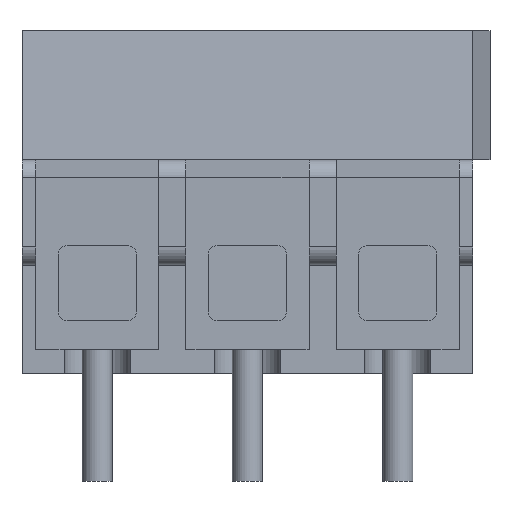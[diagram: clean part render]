
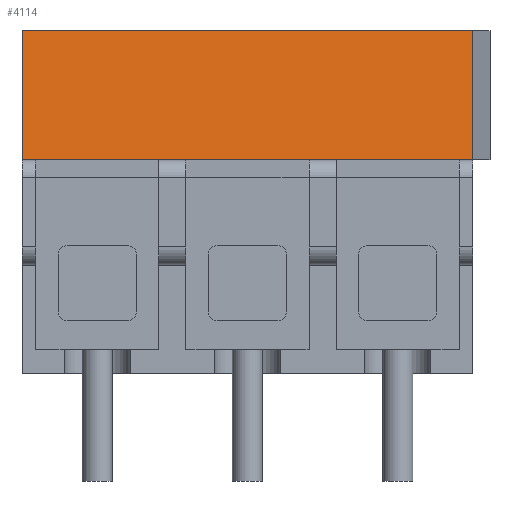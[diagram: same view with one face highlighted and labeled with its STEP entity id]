
A CAD part, front view. The second image highlights one B-rep face of the part: STEP entity #4114.
In plain terms, the highlighted planar face has unit normal (0, -0.993, 0.122).
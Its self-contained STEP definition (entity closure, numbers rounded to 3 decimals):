
#376 = PLANE('',#377);
#377 = AXIS2_PLACEMENT_3D('',#378,#379,#380);
#378 = CARTESIAN_POINT('',(5.,-3.907,7.1));
#379 = DIRECTION('',(0.,0.,1.));
#380 = DIRECTION('',(0.,1.,0.));
#1066 = VERTEX_POINT('',#1067);
#1067 = CARTESIAN_POINT('',(12.5,-3.506,7.1));
#1081 = PLANE('',#1082);
#1082 = AXIS2_PLACEMENT_3D('',#1083,#1084,#1085);
#1083 = CARTESIAN_POINT('',(12.5,-0.291,5.692));
#1084 = DIRECTION('',(1.,0.,0.));
#1085 = DIRECTION('',(0.,0.,1.));
#1093 = EDGE_CURVE('',#1094,#1066,#1096,.T.);
#1094 = VERTEX_POINT('',#1095);
#1095 = CARTESIAN_POINT('',(-2.5,-3.506,7.1));
#1096 = SURFACE_CURVE('',#1097,(#1101,#1108),.PCURVE_S1.);
#1097 = LINE('',#1098,#1099);
#1098 = CARTESIAN_POINT('',(-2.5,-3.506,7.1));
#1099 = VECTOR('',#1100,1.);
#1100 = DIRECTION('',(1.,0.,0.));
#1101 = PCURVE('',#376,#1102);
#1102 = DEFINITIONAL_REPRESENTATION('',(#1103),#1107);
#1103 = LINE('',#1104,#1105);
#1104 = CARTESIAN_POINT('',(0.401,7.5));
#1105 = VECTOR('',#1106,1.);
#1106 = DIRECTION('',(0.,-1.));
#1107 = ( GEOMETRIC_REPRESENTATION_CONTEXT(2)
PARAMETRIC_REPRESENTATION_CONTEXT() REPRESENTATION_CONTEXT('2D SPACE',''
) );
#1108 = PCURVE('',#1109,#1114);
#1109 = PLANE('',#1110);
#1110 = AXIS2_PLACEMENT_3D('',#1111,#1112,#1113);
#1111 = CARTESIAN_POINT('',(-2.5,-2.976,11.4));
#1112 = DIRECTION('',(0.,0.992,-0.122));
#1113 = DIRECTION('',(0.,-0.122,-0.992));
#1114 = DEFINITIONAL_REPRESENTATION('',(#1115),#1119);
#1115 = LINE('',#1116,#1117);
#1116 = CARTESIAN_POINT('',(4.333,0.));
#1117 = VECTOR('',#1118,1.);
#1118 = DIRECTION('',(0.,-1.));
#1119 = ( GEOMETRIC_REPRESENTATION_CONTEXT(2)
PARAMETRIC_REPRESENTATION_CONTEXT() REPRESENTATION_CONTEXT('2D SPACE',''
) );
#1137 = PLANE('',#1138);
#1138 = AXIS2_PLACEMENT_3D('',#1139,#1140,#1141);
#1139 = CARTESIAN_POINT('',(-2.5,-0.291,5.692));
#1140 = DIRECTION('',(-1.,-0.,-0.));
#1141 = DIRECTION('',(0.,0.,-1.));
#3845 = PLANE('',#3846);
#3846 = AXIS2_PLACEMENT_3D('',#3847,#3848,#3849);
#3847 = CARTESIAN_POINT('',(5.062,-0.003,11.4));
#3848 = DIRECTION('',(0.,0.,1.));
#3849 = DIRECTION('',(0.,1.,0.));
#4049 = VERTEX_POINT('',#4050);
#4050 = CARTESIAN_POINT('',(12.5,-2.976,11.4));
#4071 = EDGE_CURVE('',#4049,#1066,#4072,.T.);
#4072 = SURFACE_CURVE('',#4073,(#4077,#4084),.PCURVE_S1.);
#4073 = LINE('',#4074,#4075);
#4074 = CARTESIAN_POINT('',(12.5,-2.976,11.4));
#4075 = VECTOR('',#4076,1.);
#4076 = DIRECTION('',(0.,-0.122,-0.992));
#4077 = PCURVE('',#1081,#4078);
#4078 = DEFINITIONAL_REPRESENTATION('',(#4079),#4083);
#4079 = LINE('',#4080,#4081);
#4080 = CARTESIAN_POINT('',(5.708,2.685));
#4081 = VECTOR('',#4082,1.);
#4082 = DIRECTION('',(-0.992,0.122));
#4083 = ( GEOMETRIC_REPRESENTATION_CONTEXT(2)
PARAMETRIC_REPRESENTATION_CONTEXT() REPRESENTATION_CONTEXT('2D SPACE',''
) );
#4084 = PCURVE('',#1109,#4085);
#4085 = DEFINITIONAL_REPRESENTATION('',(#4086),#4090);
#4086 = LINE('',#4087,#4088);
#4087 = CARTESIAN_POINT('',(0.,-15.));
#4088 = VECTOR('',#4089,1.);
#4089 = DIRECTION('',(1.,0.));
#4090 = ( GEOMETRIC_REPRESENTATION_CONTEXT(2)
PARAMETRIC_REPRESENTATION_CONTEXT() REPRESENTATION_CONTEXT('2D SPACE',''
) );
#4114 = ADVANCED_FACE('',(#4115),#1109,.F.);
#4115 = FACE_BOUND('',#4116,.F.);
#4116 = EDGE_LOOP('',(#4117,#4140,#4141,#4142));
#4117 = ORIENTED_EDGE('',*,*,#4118,.T.);
#4118 = EDGE_CURVE('',#4119,#4049,#4121,.T.);
#4119 = VERTEX_POINT('',#4120);
#4120 = CARTESIAN_POINT('',(-2.5,-2.976,11.4));
#4121 = SURFACE_CURVE('',#4122,(#4126,#4133),.PCURVE_S1.);
#4122 = LINE('',#4123,#4124);
#4123 = CARTESIAN_POINT('',(-2.5,-2.976,11.4));
#4124 = VECTOR('',#4125,1.);
#4125 = DIRECTION('',(1.,0.,0.));
#4126 = PCURVE('',#1109,#4127);
#4127 = DEFINITIONAL_REPRESENTATION('',(#4128),#4132);
#4128 = LINE('',#4129,#4130);
#4129 = CARTESIAN_POINT('',(0.,0.));
#4130 = VECTOR('',#4131,1.);
#4131 = DIRECTION('',(0.,-1.));
#4132 = ( GEOMETRIC_REPRESENTATION_CONTEXT(2)
PARAMETRIC_REPRESENTATION_CONTEXT() REPRESENTATION_CONTEXT('2D SPACE',''
) );
#4133 = PCURVE('',#3845,#4134);
#4134 = DEFINITIONAL_REPRESENTATION('',(#4135),#4139);
#4135 = LINE('',#4136,#4137);
#4136 = CARTESIAN_POINT('',(-2.973,7.562));
#4137 = VECTOR('',#4138,1.);
#4138 = DIRECTION('',(0.,-1.));
#4139 = ( GEOMETRIC_REPRESENTATION_CONTEXT(2)
PARAMETRIC_REPRESENTATION_CONTEXT() REPRESENTATION_CONTEXT('2D SPACE',''
) );
#4140 = ORIENTED_EDGE('',*,*,#4071,.T.);
#4141 = ORIENTED_EDGE('',*,*,#1093,.F.);
#4142 = ORIENTED_EDGE('',*,*,#4143,.F.);
#4143 = EDGE_CURVE('',#4119,#1094,#4144,.T.);
#4144 = SURFACE_CURVE('',#4145,(#4149,#4156),.PCURVE_S1.);
#4145 = LINE('',#4146,#4147);
#4146 = CARTESIAN_POINT('',(-2.5,-2.976,11.4));
#4147 = VECTOR('',#4148,1.);
#4148 = DIRECTION('',(0.,-0.122,-0.992));
#4149 = PCURVE('',#1109,#4150);
#4150 = DEFINITIONAL_REPRESENTATION('',(#4151),#4155);
#4151 = LINE('',#4152,#4153);
#4152 = CARTESIAN_POINT('',(0.,0.));
#4153 = VECTOR('',#4154,1.);
#4154 = DIRECTION('',(1.,0.));
#4155 = ( GEOMETRIC_REPRESENTATION_CONTEXT(2)
PARAMETRIC_REPRESENTATION_CONTEXT() REPRESENTATION_CONTEXT('2D SPACE',''
) );
#4156 = PCURVE('',#1137,#4157);
#4157 = DEFINITIONAL_REPRESENTATION('',(#4158),#4162);
#4158 = LINE('',#4159,#4160);
#4159 = CARTESIAN_POINT('',(-5.708,2.685));
#4160 = VECTOR('',#4161,1.);
#4161 = DIRECTION('',(0.992,0.122));
#4162 = ( GEOMETRIC_REPRESENTATION_CONTEXT(2)
PARAMETRIC_REPRESENTATION_CONTEXT() REPRESENTATION_CONTEXT('2D SPACE',''
) );
